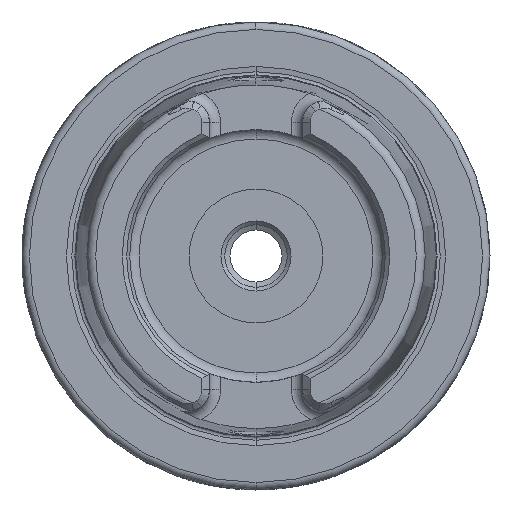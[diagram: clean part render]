
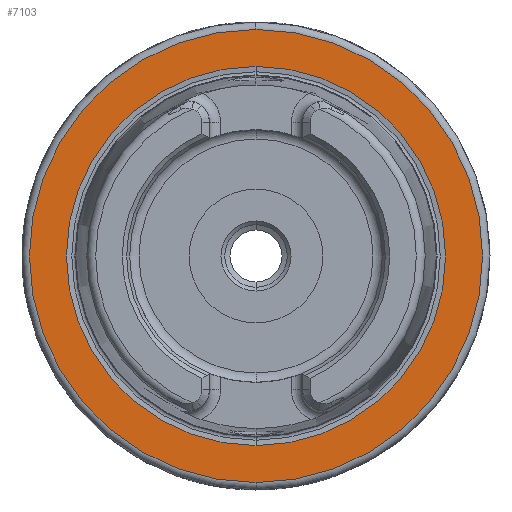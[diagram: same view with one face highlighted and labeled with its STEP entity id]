
A CAD part, left-side view. The second image highlights one B-rep face of the part: STEP entity #7103.
In plain terms, the highlighted planar face has unit normal (-1, 0, 0).
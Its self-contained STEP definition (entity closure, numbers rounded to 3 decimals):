
#394 = AXIS2_PLACEMENT_3D ( 'NONE', #2976, #2963, #2952 ) ;
#426 = DIRECTION ( 'NONE',  ( 0., 0., -1. ) ) ;
#437 = PLANE ( 'NONE',  #8508 ) ;
#546 = DIRECTION ( 'NONE',  ( 1., 0., 0. ) ) ;
#556 = CARTESIAN_POINT ( 'NONE',  ( -34., 0., 0. ) ) ;
#779 = AXIS2_PLACEMENT_3D ( 'NONE', #556, #546, #426 ) ;
#806 = CARTESIAN_POINT ( 'NONE',  ( -34., 31.5, 0. ) ) ;
#951 = ORIENTED_EDGE ( 'NONE', *, *, #1847, .T. ) ;
#1012 = FACE_BOUND ( 'NONE', #7845, .T. ) ;
#1059 = ORIENTED_EDGE ( 'NONE', *, *, #1494, .T. ) ;
#1077 = VERTEX_POINT ( 'NONE', #3212 ) ;
#1090 = FACE_OUTER_BOUND ( 'NONE', #8152, .T. ) ;
#1130 = ORIENTED_EDGE ( 'NONE', *, *, #2736, .T. ) ;
#1193 = DIRECTION ( 'NONE',  ( 0., 0., -1. ) ) ;
#1201 = DIRECTION ( 'NONE',  ( -1., 0., 0. ) ) ;
#1204 = CARTESIAN_POINT ( 'NONE',  ( -34., 0., 0. ) ) ;
#1218 = ORIENTED_EDGE ( 'NONE', *, *, #4451, .T. ) ;
#1494 = EDGE_CURVE ( 'NONE', #3551, #1077, #5709, .T. ) ;
#1847 = EDGE_CURVE ( 'NONE', #1077, #3551, #5416, .T. ) ;
#2154 = VERTEX_POINT ( 'NONE', #7732 ) ;
#2736 = EDGE_CURVE ( 'NONE', #7763, #2154, #4712, .T. ) ;
#2952 = DIRECTION ( 'NONE',  ( 0., 0., -1. ) ) ;
#2963 = DIRECTION ( 'NONE',  ( 1., 0., 0. ) ) ;
#2976 = CARTESIAN_POINT ( 'NONE',  ( -34., 0., 0. ) ) ;
#3212 = CARTESIAN_POINT ( 'NONE',  ( -34., 0., -30.5 ) ) ;
#3459 = CIRCLE ( 'NONE', #779, 25.521 ) ;
#3551 = VERTEX_POINT ( 'NONE', #6191 ) ;
#4250 = AXIS2_PLACEMENT_3D ( 'NONE', #4737, #4729, #4671 ) ;
#4451 = EDGE_CURVE ( 'NONE', #2154, #7763, #3459, .T. ) ;
#4671 = DIRECTION ( 'NONE',  ( 0., 0., -1. ) ) ;
#4712 = CIRCLE ( 'NONE', #394, 25.521 ) ;
#4729 = DIRECTION ( 'NONE',  ( -1., 0., 0. ) ) ;
#4737 = CARTESIAN_POINT ( 'NONE',  ( -34., 0., 0. ) ) ;
#4793 = AXIS2_PLACEMENT_3D ( 'NONE', #1204, #1201, #1193 ) ;
#5416 = CIRCLE ( 'NONE', #4250, 30.5 ) ;
#5709 = CIRCLE ( 'NONE', #4793, 30.5 ) ;
#6191 = CARTESIAN_POINT ( 'NONE',  ( -34., 0., 30.5 ) ) ;
#6972 = DIRECTION ( 'NONE',  ( 0., 0., -1. ) ) ;
#7002 = DIRECTION ( 'NONE',  ( 1., 0., 0. ) ) ;
#7103 = ADVANCED_FACE ( 'NONE', ( #1090, #1012 ), #437, .F. ) ;
#7732 = CARTESIAN_POINT ( 'NONE',  ( -34., 0., -25.521 ) ) ;
#7763 = VERTEX_POINT ( 'NONE', #8423 ) ;
#7845 = EDGE_LOOP ( 'NONE', ( #1130, #1218 ) ) ;
#8152 = EDGE_LOOP ( 'NONE', ( #951, #1059 ) ) ;
#8423 = CARTESIAN_POINT ( 'NONE',  ( -34., 0., 25.521 ) ) ;
#8508 = AXIS2_PLACEMENT_3D ( 'NONE', #806, #7002, #6972 ) ;
